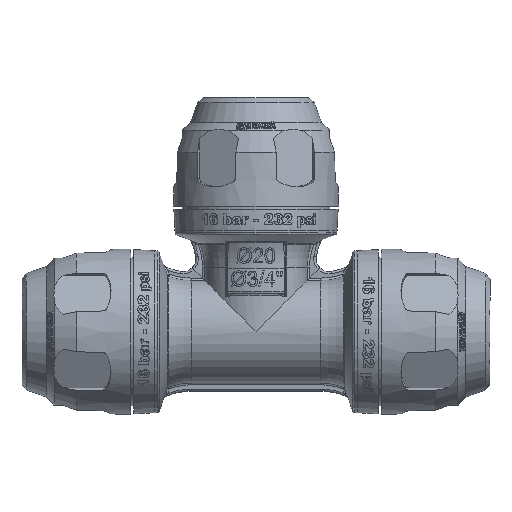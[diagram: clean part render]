
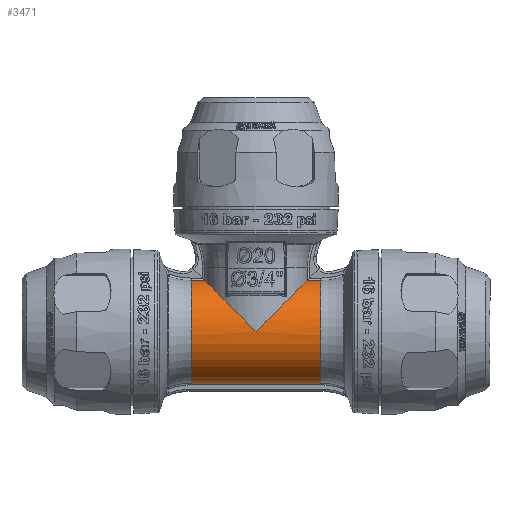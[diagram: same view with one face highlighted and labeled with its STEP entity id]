
A CAD part, front view. The second image highlights one B-rep face of the part: STEP entity #3471.
In plain terms, the highlighted cylindrical face has radius 11.893 mm (diameter 23.786 mm), a partial arc.
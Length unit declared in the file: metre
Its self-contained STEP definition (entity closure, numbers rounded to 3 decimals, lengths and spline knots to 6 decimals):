
#3471=ADVANCED_FACE('',(#9112),#9113,.T.);
#9112=FACE_OUTER_BOUND('',#21796,.T.);
#9113=CYLINDRICAL_SURFACE('',#21797,0.011893);
#21796=EDGE_LOOP('',(#35277,#35278,#35279,#35280,#35281,#35282,#35283));
#21797=AXIS2_PLACEMENT_3D('',#35284,#35285,#35286);
#35277=ORIENTED_EDGE('',*,*,#60956,.F.);
#35278=ORIENTED_EDGE('',*,*,#60957,.F.);
#35279=ORIENTED_EDGE('',*,*,#60958,.T.);
#35280=ORIENTED_EDGE('',*,*,#60925,.T.);
#35281=ORIENTED_EDGE('',*,*,#60885,.T.);
#35282=ORIENTED_EDGE('',*,*,#60959,.T.);
#35283=ORIENTED_EDGE('',*,*,#60960,.T.);
#35284=CARTESIAN_POINT('',(0.194588,0.015,-0.186426));
#35285=DIRECTION('',(-1.0,0.,0.0));
#35286=DIRECTION('',(0.,0.,-1.0));
#60885=EDGE_CURVE('',#71466,#71464,#71467,.T.);
#60925=EDGE_CURVE('',#71405,#71466,#71520,.F.);
#60956=EDGE_CURVE('',#71556,#71557,#71558,.T.);
#60957=EDGE_CURVE('',#71559,#71556,#71560,.F.);
#60958=EDGE_CURVE('',#71559,#71405,#71561,.T.);
#60959=EDGE_CURVE('',#71464,#71562,#71563,.F.);
#60960=EDGE_CURVE('',#71562,#71557,#71564,.F.);
#71405=VERTEX_POINT('',#90500);
#71464=VERTEX_POINT('',#90634);
#71466=VERTEX_POINT('',#90636);
#71467=LINE('',#90637,#90638);
#71520=CIRCLE('',#90747,0.011893);
#71556=VERTEX_POINT('',#90793);
#71557=VERTEX_POINT('',#90794);
#71558=LINE('',#90795,#90796);
#71559=VERTEX_POINT('',#90797);
#71560=CIRCLE('',#90798,0.011893);
#71561=LINE('',#90799,#90800);
#71562=VERTEX_POINT('',#90801);
#71563=ELLIPSE('',#90802,0.016819,0.011893);
#71564=ELLIPSE('',#90803,0.016819,0.011893);
#90500=CARTESIAN_POINT('',(0.207888,0.013257,-0.198191));
#90634=CARTESIAN_POINT('',(0.204791,0.013486,-0.17463));
#90636=CARTESIAN_POINT('',(0.207888,0.013486,-0.17463));
#90637=CARTESIAN_POINT('',(0.207888,0.013486,-0.17463));
#90638=VECTOR('',#122193,1.0);
#90747=AXIS2_PLACEMENT_3D('',#122239,#122240,#122241);
#90793=CARTESIAN_POINT('',(0.178102,0.013486,-0.17463));
#90794=CARTESIAN_POINT('',(0.181199,0.013486,-0.17463));
#90795=CARTESIAN_POINT('',(0.178102,0.013486,-0.17463));
#90796=VECTOR('',#122283,1.0);
#90797=CARTESIAN_POINT('',(0.178102,0.013257,-0.198191));
#90798=AXIS2_PLACEMENT_3D('',#122284,#122285,#122286);
#90799=CARTESIAN_POINT('',(0.178102,0.013257,-0.198191));
#90800=VECTOR('',#122287,1.0);
#90801=CARTESIAN_POINT('',(0.192995,0.003107,-0.186426));
#90802=AXIS2_PLACEMENT_3D('',#122288,#122289,#122290);
#90803=AXIS2_PLACEMENT_3D('',#122291,#122292,#122293);
#122193=DIRECTION('',(-1.0,0.,0.));
#122239=CARTESIAN_POINT('',(0.207888,0.015,-0.186426));
#122240=DIRECTION('',(1.0,0.,0.));
#122241=DIRECTION('',(0.,0.,-1.0));
#122283=DIRECTION('',(1.0,0.,0.));
#122284=CARTESIAN_POINT('',(0.178102,0.015,-0.186426));
#122285=DIRECTION('',(1.0,0.,0.));
#122286=DIRECTION('',(0.,0.,-1.0));
#122287=DIRECTION('',(1.0,0.,0.));
#122288=CARTESIAN_POINT('',(0.192995,0.015,-0.186426));
#122289=DIRECTION('',(-0.707,0.,0.707));
#122290=DIRECTION('',(0.707,0.,0.707));
#122291=CARTESIAN_POINT('',(0.192995,0.015,-0.186426));
#122292=DIRECTION('',(0.707,0.,0.707));
#122293=DIRECTION('',(-0.707,0.,0.707));
